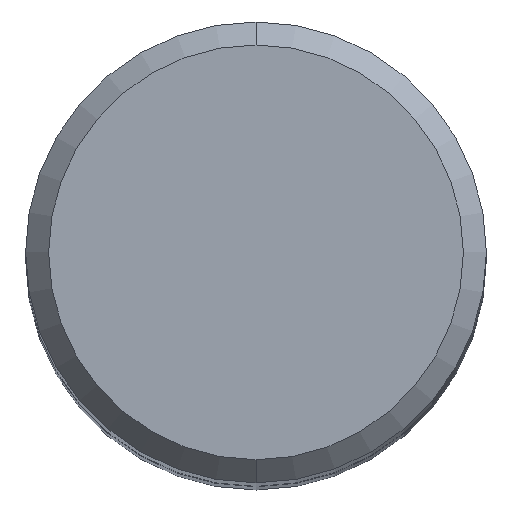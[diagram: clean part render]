
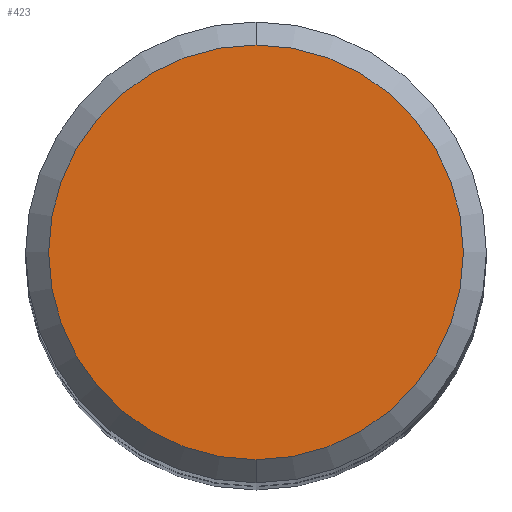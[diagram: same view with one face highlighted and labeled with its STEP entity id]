
A CAD part, top view. The second image highlights one B-rep face of the part: STEP entity #423.
In plain terms, the highlighted planar face has unit normal (0, 0, 1).
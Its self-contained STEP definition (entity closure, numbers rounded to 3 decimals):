
#211=EDGE_CURVE('',#333,#285,#516,.T.);
#285=VERTEX_POINT('',#601);
#333=VERTEX_POINT('',#653);
#347=EDGE_CURVE('',#285,#333,#668,.T.);
#423=ADVANCED_FACE('',(#751),#752,.T.);
#516=CIRCLE('',#918,4.5);
#601=CARTESIAN_POINT('',(0.0,4.5,0.0));
#653=CARTESIAN_POINT('',(0.,-4.5,0.0));
#668=CIRCLE('',#1209,4.5);
#751=FACE_OUTER_BOUND('',#1367,.T.);
#752=PLANE('',#1368);
#918=AXIS2_PLACEMENT_3D('',#1503,#1504,#1505);
#1209=AXIS2_PLACEMENT_3D('',#1685,#1686,#1687);
#1367=EDGE_LOOP('',(#1768,#1769));
#1368=AXIS2_PLACEMENT_3D('',#1770,#1771,#1772);
#1503=CARTESIAN_POINT('',(0.0,0.0,0.0));
#1504=DIRECTION('',(0.0,0.0,-1.0));
#1505=DIRECTION('',(0.0,1.0,0.0));
#1685=CARTESIAN_POINT('',(0.0,0.0,0.0));
#1686=DIRECTION('',(0.0,0.0,-1.0));
#1687=DIRECTION('',(0.0,1.0,0.0));
#1768=ORIENTED_EDGE('',*,*,#347,.F.);
#1769=ORIENTED_EDGE('',*,*,#211,.F.);
#1770=CARTESIAN_POINT('',(0.0,2.25,0.0));
#1771=DIRECTION('',(-0.0,0.0,1.0));
#1772=DIRECTION('',(0.0,-1.0,0.0));
